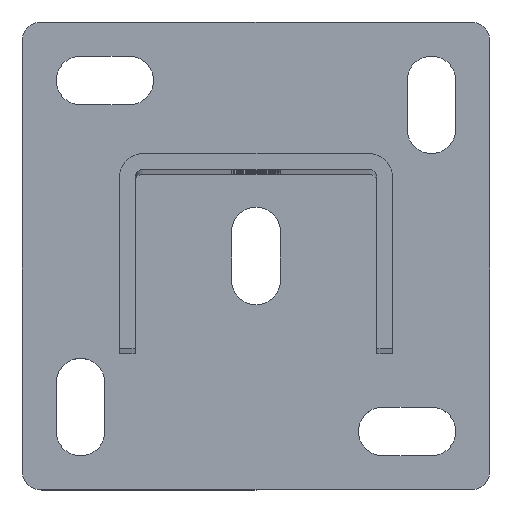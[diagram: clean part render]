
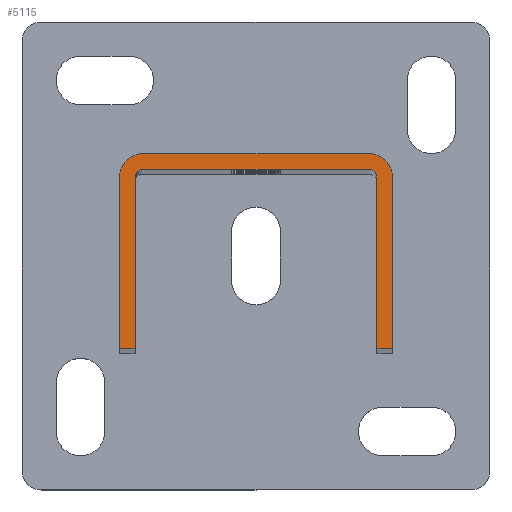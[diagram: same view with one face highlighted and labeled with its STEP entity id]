
A CAD part, top view. The second image highlights one B-rep face of the part: STEP entity #5115.
In plain terms, the highlighted planar face has unit normal (0, 0, 1).
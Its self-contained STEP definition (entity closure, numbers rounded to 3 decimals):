
#256 = DIRECTION ( 'NONE',  ( -1., 0., 0. ) ) ;
#297 = ORIENTED_EDGE ( 'NONE', *, *, #5335, .F. ) ;
#340 = EDGE_CURVE ( 'NONE', #2262, #8500, #2751, .T. ) ;
#428 = CIRCLE ( 'NONE', #2283, 6. ) ;
#548 = DIRECTION ( 'NONE',  ( 0., 0., -1. ) ) ;
#761 = LINE ( 'NONE', #4261, #6458 ) ;
#931 = CARTESIAN_POINT ( 'NONE',  ( -29., 19., 708. ) ) ;
#981 = DIRECTION ( 'NONE',  ( 0., 0., -1. ) ) ;
#1044 = ORIENTED_EDGE ( 'NONE', *, *, #4872, .T. ) ;
#1173 = CIRCLE ( 'NONE', #4923, 2. ) ;
#1230 = VERTEX_POINT ( 'NONE', #7545 ) ;
#1288 = CIRCLE ( 'NONE', #2006, 6. ) ;
#1330 = CARTESIAN_POINT ( 'NONE',  ( 35., 19., 708. ) ) ;
#1382 = DIRECTION ( 'NONE',  ( -1., 0., 0. ) ) ;
#1459 = LINE ( 'NONE', #8207, #5024 ) ;
#1498 = CARTESIAN_POINT ( 'NONE',  ( 31., -25., 708. ) ) ;
#1633 = VERTEX_POINT ( 'NONE', #5854 ) ;
#1688 = CARTESIAN_POINT ( 'NONE',  ( -29., 19., 708. ) ) ;
#1893 = CARTESIAN_POINT ( 'NONE',  ( 29., 19., 708. ) ) ;
#2006 = AXIS2_PLACEMENT_3D ( 'NONE', #931, #6986, #256 ) ;
#2010 = CARTESIAN_POINT ( 'NONE',  ( 29., 19., 708. ) ) ;
#2136 = ORIENTED_EDGE ( 'NONE', *, *, #2782, .F. ) ;
#2168 = CIRCLE ( 'NONE', #5071, 2. ) ;
#2195 = CARTESIAN_POINT ( 'NONE',  ( -31., -25., 708. ) ) ;
#2207 = VERTEX_POINT ( 'NONE', #5568 ) ;
#2221 = CARTESIAN_POINT ( 'NONE',  ( 35., 19., 708. ) ) ;
#2225 = DIRECTION ( 'NONE',  ( 0., 1., 0. ) ) ;
#2234 = EDGE_CURVE ( 'NONE', #1230, #2207, #1459, .T. ) ;
#2262 = VERTEX_POINT ( 'NONE', #2221 ) ;
#2283 = AXIS2_PLACEMENT_3D ( 'NONE', #1893, #3930, #6712 ) ;
#2371 = DIRECTION ( 'NONE',  ( 1., 0., 0. ) ) ;
#2520 = ORIENTED_EDGE ( 'NONE', *, *, #6436, .T. ) ;
#2751 = LINE ( 'NONE', #1330, #6056 ) ;
#2782 = EDGE_CURVE ( 'NONE', #2922, #2262, #428, .T. ) ;
#2812 = DIRECTION ( 'NONE',  ( 0., 1., 0. ) ) ;
#2852 = EDGE_LOOP ( 'NONE', ( #4754, #7951, #7114, #2136, #297, #4424, #4745, #6174, #1044, #7125, #3293, #2520 ) ) ;
#2888 = LINE ( 'NONE', #6199, #5939 ) ;
#2922 = VERTEX_POINT ( 'NONE', #5535 ) ;
#3054 = EDGE_CURVE ( 'NONE', #7798, #4873, #761, .T. ) ;
#3095 = VERTEX_POINT ( 'NONE', #8868 ) ;
#3190 = DIRECTION ( 'NONE',  ( -1., 0., 0. ) ) ;
#3225 = DIRECTION ( 'NONE',  ( -1., 0., 0. ) ) ;
#3293 = ORIENTED_EDGE ( 'NONE', *, *, #2234, .T. ) ;
#3418 = VERTEX_POINT ( 'NONE', #1498 ) ;
#3449 = LINE ( 'NONE', #2195, #6607 ) ;
#3930 = DIRECTION ( 'NONE',  ( 0., 0., -1. ) ) ;
#4057 = PLANE ( 'NONE',  #4323 ) ;
#4261 = CARTESIAN_POINT ( 'NONE',  ( -35., -25., 708. ) ) ;
#4323 = AXIS2_PLACEMENT_3D ( 'NONE', #2010, #548, #3190 ) ;
#4410 = CARTESIAN_POINT ( 'NONE',  ( -29., 25., 708. ) ) ;
#4424 = ORIENTED_EDGE ( 'NONE', *, *, #4522, .F. ) ;
#4475 = VECTOR ( 'NONE', #3225, 1000. ) ;
#4522 = EDGE_CURVE ( 'NONE', #4873, #6012, #1288, .T. ) ;
#4745 = ORIENTED_EDGE ( 'NONE', *, *, #3054, .F. ) ;
#4750 = VERTEX_POINT ( 'NONE', #6132 ) ;
#4754 = ORIENTED_EDGE ( 'NONE', *, *, #6591, .T. ) ;
#4872 = EDGE_CURVE ( 'NONE', #3095, #4750, #3449, .T. ) ;
#4873 = VERTEX_POINT ( 'NONE', #7583 ) ;
#4914 = CARTESIAN_POINT ( 'NONE',  ( 29., 19., 708. ) ) ;
#4923 = AXIS2_PLACEMENT_3D ( 'NONE', #1688, #981, #5853 ) ;
#5024 = VECTOR ( 'NONE', #8865, 1000. ) ;
#5071 = AXIS2_PLACEMENT_3D ( 'NONE', #4914, #8357, #7682 ) ;
#5115 = ADVANCED_FACE ( 'NONE', ( #6703 ), #4057, .F. ) ;
#5335 = EDGE_CURVE ( 'NONE', #6012, #2922, #5723, .T. ) ;
#5535 = CARTESIAN_POINT ( 'NONE',  ( 29., 25., 708. ) ) ;
#5551 = EDGE_CURVE ( 'NONE', #3095, #7798, #5991, .T. ) ;
#5568 = CARTESIAN_POINT ( 'NONE',  ( 29., 21., 708. ) ) ;
#5723 = LINE ( 'NONE', #4410, #8610 ) ;
#5853 = DIRECTION ( 'NONE',  ( 1., 0., 0. ) ) ;
#5854 = CARTESIAN_POINT ( 'NONE',  ( 31., 19., 708. ) ) ;
#5907 = CARTESIAN_POINT ( 'NONE',  ( -35., -25., 708. ) ) ;
#5939 = VECTOR ( 'NONE', #7614, 1000. ) ;
#5991 = LINE ( 'NONE', #6736, #4475 ) ;
#6012 = VERTEX_POINT ( 'NONE', #8777 ) ;
#6056 = VECTOR ( 'NONE', #8238, 1000. ) ;
#6132 = CARTESIAN_POINT ( 'NONE',  ( -31., 19., 708. ) ) ;
#6160 = CARTESIAN_POINT ( 'NONE',  ( 35., -25., 708. ) ) ;
#6174 = ORIENTED_EDGE ( 'NONE', *, *, #5551, .F. ) ;
#6195 = EDGE_CURVE ( 'NONE', #4750, #1230, #1173, .T. ) ;
#6199 = CARTESIAN_POINT ( 'NONE',  ( 31., 19., 708. ) ) ;
#6391 = VECTOR ( 'NONE', #1382, 1000. ) ;
#6436 = EDGE_CURVE ( 'NONE', #2207, #1633, #2168, .T. ) ;
#6458 = VECTOR ( 'NONE', #2225, 1000. ) ;
#6591 = EDGE_CURVE ( 'NONE', #1633, #3418, #2888, .T. ) ;
#6607 = VECTOR ( 'NONE', #2812, 1000. ) ;
#6703 = FACE_OUTER_BOUND ( 'NONE', #2852, .T. ) ;
#6712 = DIRECTION ( 'NONE',  ( -1., 0., 0. ) ) ;
#6736 = CARTESIAN_POINT ( 'NONE',  ( -31., -25., 708. ) ) ;
#6864 = CARTESIAN_POINT ( 'NONE',  ( 35., -25., 708. ) ) ;
#6986 = DIRECTION ( 'NONE',  ( 0., 0., -1. ) ) ;
#7114 = ORIENTED_EDGE ( 'NONE', *, *, #340, .F. ) ;
#7125 = ORIENTED_EDGE ( 'NONE', *, *, #6195, .T. ) ;
#7536 = LINE ( 'NONE', #6864, #6391 ) ;
#7545 = CARTESIAN_POINT ( 'NONE',  ( -29., 21., 708. ) ) ;
#7583 = CARTESIAN_POINT ( 'NONE',  ( -35., 19., 708. ) ) ;
#7614 = DIRECTION ( 'NONE',  ( 0., -1., 0. ) ) ;
#7682 = DIRECTION ( 'NONE',  ( 1., 0., 0. ) ) ;
#7798 = VERTEX_POINT ( 'NONE', #5907 ) ;
#7951 = ORIENTED_EDGE ( 'NONE', *, *, #8428, .F. ) ;
#8207 = CARTESIAN_POINT ( 'NONE',  ( -29., 21., 708. ) ) ;
#8238 = DIRECTION ( 'NONE',  ( 0., -1., 0. ) ) ;
#8357 = DIRECTION ( 'NONE',  ( 0., 0., -1. ) ) ;
#8428 = EDGE_CURVE ( 'NONE', #8500, #3418, #7536, .T. ) ;
#8500 = VERTEX_POINT ( 'NONE', #6160 ) ;
#8610 = VECTOR ( 'NONE', #2371, 1000. ) ;
#8777 = CARTESIAN_POINT ( 'NONE',  ( -29., 25., 708. ) ) ;
#8865 = DIRECTION ( 'NONE',  ( 1., 0., 0. ) ) ;
#8868 = CARTESIAN_POINT ( 'NONE',  ( -31., -25., 708. ) ) ;
